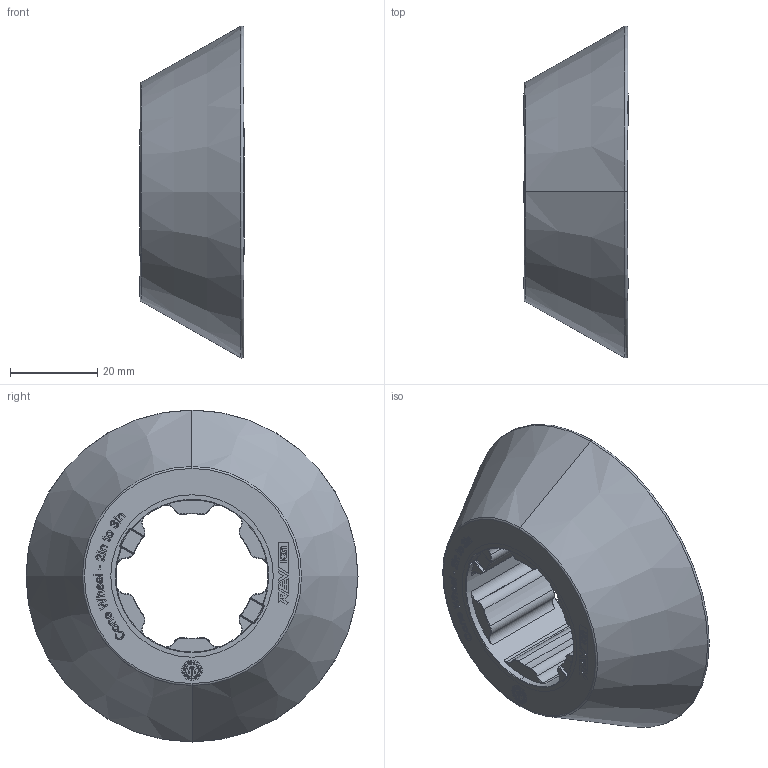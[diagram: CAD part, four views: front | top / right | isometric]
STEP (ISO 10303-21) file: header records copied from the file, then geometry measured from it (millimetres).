
FILE_DESCRIPTION (( 'STEP AP203' ), '1' );
FILE_NAME ('REV-21-6550.STEP', '2025-08-13T15:18:56', ( '' ), ( '' ), 'SwSTEP 2.0', 'SolidWorks 2022', '' );
FILE_SCHEMA (( 'CONFIG_CONTROL_DESIGN' ));
Length unit declared in the file: millimetre
Products named in the file (3): REV-20-2402; REV-21-6550-P01; REV-21-6550
Assembly tree (2 placements, depth 2):
  REV-21-6550
    REV-20-2402
    REV-21-6550-P01
Bounding box: 24.01 x 76.2 x 76.2 mm (x, y, z)
Volume: 50817 mm3; surface area: 27585.4 mm2
Topology: 2 solids, 2 shells, 1730 faces, 4362 edges, 2662 vertices
Faces by surface type: plane 672, bspline 470, torus 269, cylinder 155, cone 103, sphere 61
Entity records: 71375 total; most frequent: CARTESIAN_POINT 32913, ORIENTED_EDGE 8516, DIRECTION 6984, EDGE_CURVE 4258, VERTEX_POINT 2642, AXIS2_PLACEMENT_3D 2433, LINE 2118, VECTOR 2118
